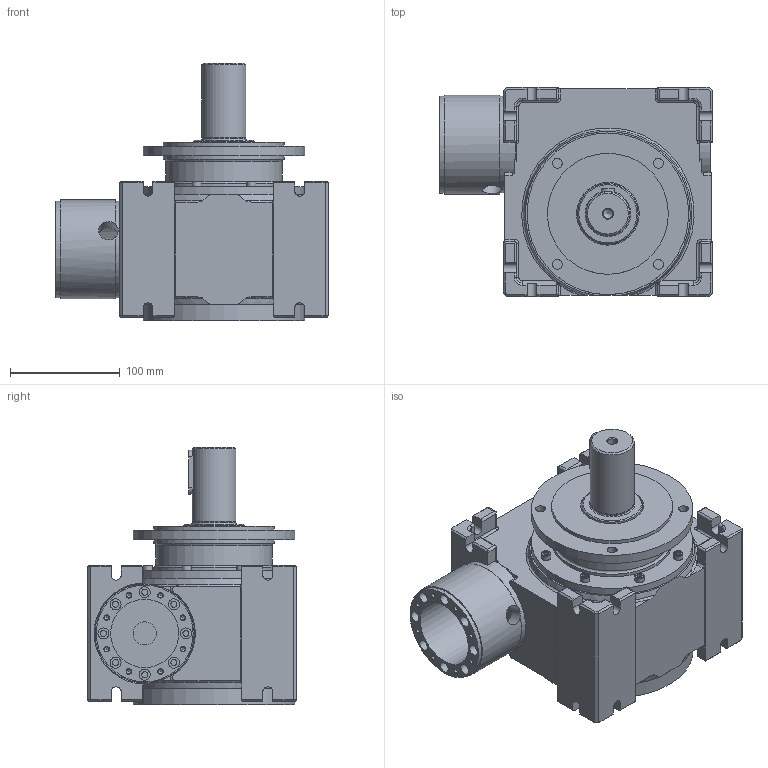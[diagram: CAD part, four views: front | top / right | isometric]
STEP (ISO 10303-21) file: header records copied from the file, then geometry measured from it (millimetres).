
FILE_DESCRIPTION( ( 'Unknown' ), '1' );
FILE_NAME( 'SGG63-1.stp', 'Unknown', ( 'Unknown' ), ( 'Unknown' ), 'PSStep 13.0', 'Unknown', ' ' );
FILE_SCHEMA( ( 'AUTOMOTIVE_DESIGN { 1 0 10303 214 1 1 1 1 }' ) );
Length unit declared in the file: millimetre
Products named in the file (1): Gehaeuse
Bounding box: 248 x 190 x 234.5 mm (x, y, z)
Volume: 4324584.5 mm3; surface area: 321864.3 mm2
Topology: 1 solids, 19 shells, 864 faces, 2098 edges, 1377 vertices
Faces by surface type: plane 457, cylinder 265, torus 73, cone 69
Full cylindrical faces by diameter (mm): 4.2 x8, 5 x25, 5.5 x25, 8.5 x25, 9 x4, 10 x24, 18 x1, 21 x1, 35 x1, 39.6 x1, 40 x1, 54.4 x1, 55 x1, 57 x1, 60 x1, 62 x1, 74 x1, 80 x1, 88 x2, 90 x2, 94 x1, 106 x1, 110 x3, 147 x3
Entity records: 38921 total; most frequent: CARTESIAN_POINT 13233, DIRECTION 3952, ORIENTED_EDGE 3446, EDGE_CURVE 1723, AXIS2_PLACEMENT_3D 1558, EDGE_LOOP 1246, VERTEX_POINT 1244, FACE_OUTER_BOUND 1030
